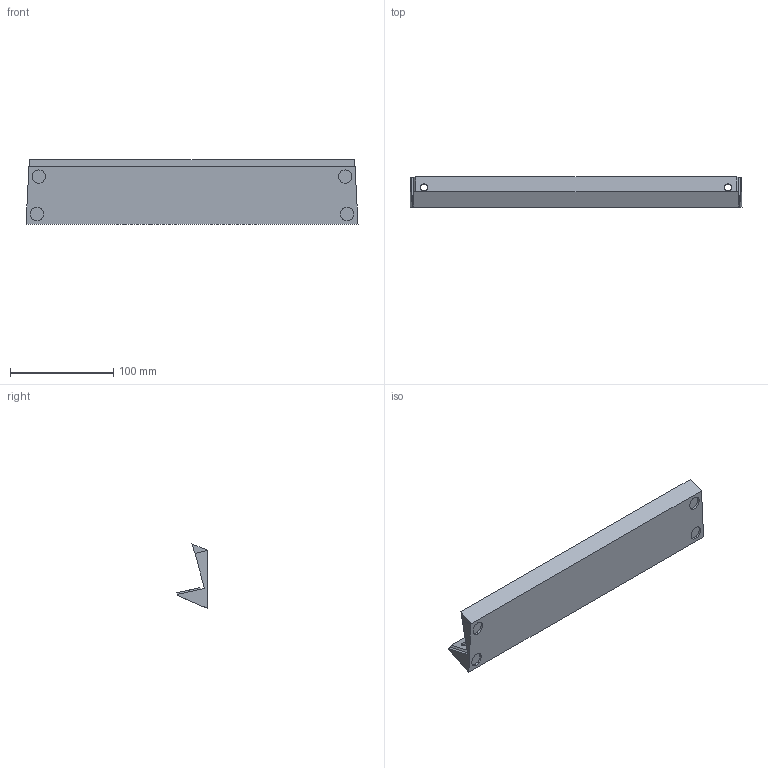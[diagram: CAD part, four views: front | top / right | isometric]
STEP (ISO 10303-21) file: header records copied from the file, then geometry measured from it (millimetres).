
FILE_DESCRIPTION(/* description */ (''),/* implementation_level */ '2;1');
FILE_NAME(/* name */ 'PiDP-11 Stand v4.step',/* time_stamp */ '2025-10-18T09:20:04-04:00',/* author */ (''),/* organization */ (''),/* preprocessor_version */ 'ST-DEVELOPER v20.1',/* originating_system */ 'Autodesk Translation Framework v14.17.0.0',/* authorisation */ '');
FILE_SCHEMA (('AUTOMOTIVE_DESIGN { 1 0 10303 214 3 1 1 }'));
Length unit declared in the file: millimetre
Products named in the file (2): PiDP-11 Stand; PiDP-11 Stand_1
Assembly tree (1 placements, depth 2):
  PiDP-11 Stand
    PiDP-11 Stand_1
Bounding box: 322.04 x 29.31 x 62.66 mm (x, y, z)
Volume: 205156.9 mm3; surface area: 59392.7 mm2
Topology: 1 solids, 1 shells, 32 faces, 68 edges, 44 vertices
Faces by surface type: plane 24, cylinder 8
Full cylindrical faces by diameter (mm): 7 x2, 13 x4, 16.5 x2
Entity records: 924 total; most frequent: DIRECTION 154, CARTESIAN_POINT 147, ORIENTED_EDGE 136, EDGE_CURVE 68, LINE 52, VECTOR 52, AXIS2_PLACEMENT_3D 51, VERTEX_POINT 44
